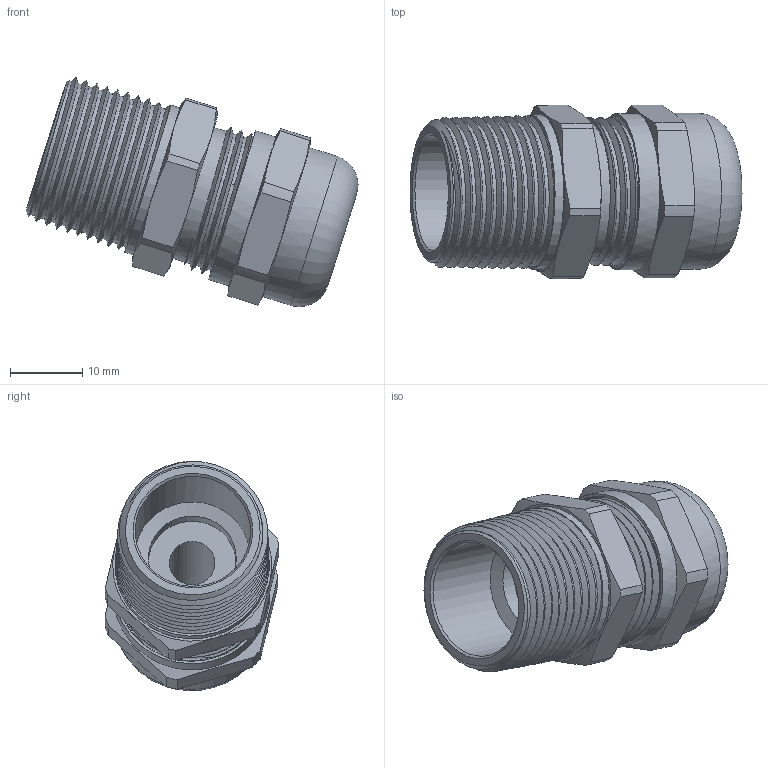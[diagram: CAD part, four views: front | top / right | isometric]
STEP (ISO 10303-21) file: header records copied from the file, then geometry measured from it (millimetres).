
FILE_DESCRIPTION(/* description */ ('E ALPHA X NPT 1/2", KB: 4-12 mm'),/* implementation_level */ '2;1');
FILE_NAME(/* name */ 'EBU1NBNC-RST.stp',/* time_stamp */ '2020-03-11T08:34:10+01:00',/* author */ ('sl'),/* organization */ (''),/* preprocessor_version */ 'ST-DEVELOPER v16.5',/* originating_system */ 'Autodesk Inventor 2017',/* authorisation */ '');
FILE_SCHEMA (('AUTOMOTIVE_DESIGN { 1 0 10303 214 3 1 1 }'));
Length unit declared in the file: millimetre
Products named in the file (6): EBU1NBNC; EBU1NBNC_1; EBU1NBNC_2; EBU1NBNC_3; EBU1NBNC_4; EBU1NBNC_5
Assembly tree (5 placements, depth 2):
  EBU1NBNC
    EBU1NBNC_1
    EBU1NBNC_2
    EBU1NBNC_3
    EBU1NBNC_4
    EBU1NBNC_5
Bounding box: 45.91 x 24.05 x 31.71 mm (x, y, z)
Volume: 9935.8 mm3; surface area: 13009.7 mm2
Topology: 5 solids, 5 shells, 408 faces, 1145 edges, 755 vertices
Faces by surface type: plane 240, cone 119, cylinder 40, bspline 6, torus 3
Full cylindrical faces by diameter (mm): 6.3 x1, 9.14 x1, 9.52 x1, 12.15 x1, 12.25 x1, 12.45 x1, 12.5 x1, 14.94 x1, 14.99 x1, 15.14 x1, 15.22 x1, 15.96 x1, 16.85 x1, 17 x1, 18.978 x4, 19.15 x1, 19.35 x6, 21.33 x1, 21.6 x2
Entity records: 16741 total; most frequent: CARTESIAN_POINT 6669, DIRECTION 2208, ORIENTED_EDGE 2158, EDGE_CURVE 1079, AXIS2_PLACEMENT_3D 989, VERTEX_POINT 728, EDGE_LOOP 445, FACE_OUTER_BOUND 398
